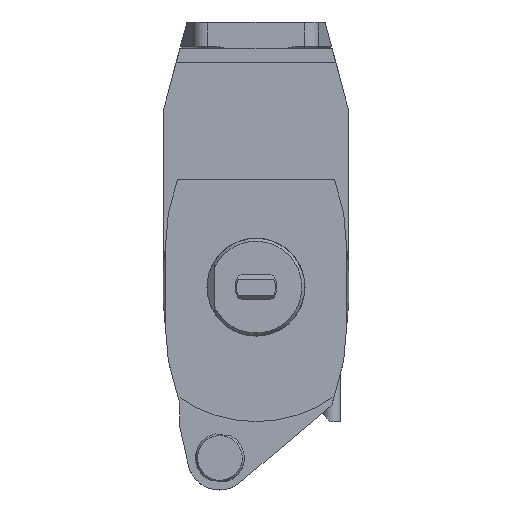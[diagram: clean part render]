
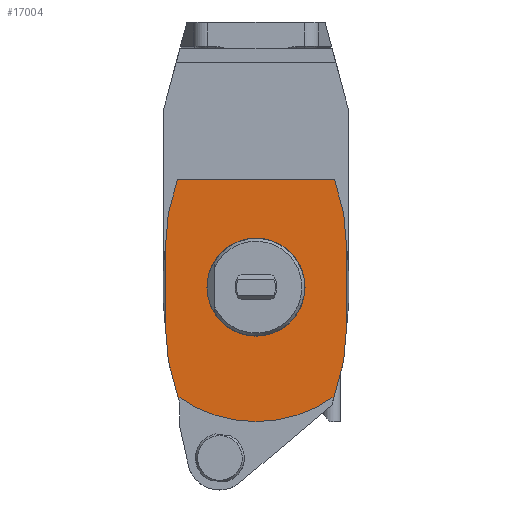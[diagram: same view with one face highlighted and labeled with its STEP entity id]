
A CAD part, front view. The second image highlights one B-rep face of the part: STEP entity #17004.
In plain terms, the highlighted planar face has unit normal (0, -1, 0).
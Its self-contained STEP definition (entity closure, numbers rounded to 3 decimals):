
#71 = LINE ( 'NONE', #13155, #27162 ) ;
#331 = CARTESIAN_POINT ( 'NONE',  ( 35.867, -130., -19.845 ) ) ;
#932 = DIRECTION ( 'NONE',  ( 0., 0., 1. ) ) ;
#946 = EDGE_CURVE ( 'NONE', #3766, #7556, #2086, .T. ) ;
#1072 = CARTESIAN_POINT ( 'NONE',  ( -38.213, -130., -46.657 ) ) ;
#1154 = AXIS2_PLACEMENT_3D ( 'NONE', #12155, #9526, #16498 ) ;
#1180 = ORIENTED_EDGE ( 'NONE', *, *, #25372, .T. ) ;
#1669 = LINE ( 'NONE', #22169, #13570 ) ;
#2084 = EDGE_LOOP ( 'NONE', ( #1180 ) ) ;
#2086 = LINE ( 'NONE', #15160, #7203 ) ;
#2240 = CARTESIAN_POINT ( 'NONE',  ( 38.213, -130., -53.343 ) ) ;
#3565 = PLANE ( 'NONE',  #18680 ) ;
#3766 = VERTEX_POINT ( 'NONE', #11214 ) ;
#4124 = DIRECTION ( 'NONE',  ( -0.087, 0., 0.996 ) ) ;
#4141 = CARTESIAN_POINT ( 'NONE',  ( 41.003, -130., -39.013 ) ) ;
#4163 = CARTESIAN_POINT ( 'NONE',  ( 0., -130., -29.941 ) ) ;
#4361 = CARTESIAN_POINT ( 'NONE',  ( -41.003, -130., -39.013 ) ) ;
#4479 = VERTEX_POINT ( 'NONE', #331 ) ;
#4968 = ORIENTED_EDGE ( 'NONE', *, *, #14622, .F. ) ;
#4997 = EDGE_CURVE ( 'NONE', #25005, #22614, #13657, .T. ) ;
#5753 = CARTESIAN_POINT ( 'NONE',  ( -31.952, -130., -94.767 ) ) ;
#6401 = VERTEX_POINT ( 'NONE', #5753 ) ;
#6551 = EDGE_CURVE ( 'NONE', #8648, #6401, #24634, .T. ) ;
#7203 = VECTOR ( 'NONE', #4124, 1000. ) ;
#7365 = CARTESIAN_POINT ( 'NONE',  ( 0., -130., -6. ) ) ;
#7556 = VERTEX_POINT ( 'NONE', #21996 ) ;
#8125 = CIRCLE ( 'NONE', #1154, 20.059 ) ;
#8648 = VERTEX_POINT ( 'NONE', #13899 ) ;
#8921 = EDGE_LOOP ( 'NONE', ( #20053, #4968, #12056, #10119, #24901, #14551, #19591, #17672, #24768, #20678, #10555, #28013 ) ) ;
#8986 = LINE ( 'NONE', #26690, #9730 ) ;
#9526 = DIRECTION ( 'NONE',  ( 0., 1., 0. ) ) ;
#9545 = DIRECTION ( 'NONE',  ( 1., 0., 0. ) ) ;
#9652 = DIRECTION ( 'NONE',  ( 0., 1., 0. ) ) ;
#9690 = LINE ( 'NONE', #7365, #25710 ) ;
#9730 = VECTOR ( 'NONE', #13646, 1000. ) ;
#10119 = ORIENTED_EDGE ( 'NONE', *, *, #22960, .T. ) ;
#10241 = AXIS2_PLACEMENT_3D ( 'NONE', #28496, #12998, #28365 ) ;
#10555 = ORIENTED_EDGE ( 'NONE', *, *, #11447, .T. ) ;
#10593 = VECTOR ( 'NONE', #20595, 1000. ) ;
#10969 = DIRECTION ( 'NONE',  ( 0.259, 0., -0.966 ) ) ;
#11022 = VECTOR ( 'NONE', #16770, 1000. ) ;
#11212 = CARTESIAN_POINT ( 'NONE',  ( -37., -130., -32.79 ) ) ;
#11214 = CARTESIAN_POINT ( 'NONE',  ( -35.867, -130., -80.155 ) ) ;
#11447 = EDGE_CURVE ( 'NONE', #22614, #27059, #12268, .T. ) ;
#11553 = VECTOR ( 'NONE', #20062, 1000. ) ;
#11741 = CARTESIAN_POINT ( 'NONE',  ( 38.213, -130., -46.657 ) ) ;
#12056 = ORIENTED_EDGE ( 'NONE', *, *, #6551, .F. ) ;
#12155 = CARTESIAN_POINT ( 'NONE',  ( 0., -130., -50. ) ) ;
#12268 = LINE ( 'NONE', #1072, #11022 ) ;
#12378 = VERTEX_POINT ( 'NONE', #23345 ) ;
#12570 = VECTOR ( 'NONE', #10969, 1000. ) ;
#12998 = DIRECTION ( 'NONE',  ( 0., 1., 0. ) ) ;
#13155 = CARTESIAN_POINT ( 'NONE',  ( 37., -130., -50. ) ) ;
#13305 = VERTEX_POINT ( 'NONE', #4163 ) ;
#13570 = VECTOR ( 'NONE', #21721, 1000. ) ;
#13592 = DIRECTION ( 'NONE',  ( 0., 0., -1. ) ) ;
#13646 = DIRECTION ( 'NONE',  ( 0., 0., -1. ) ) ;
#13657 = LINE ( 'NONE', #4361, #11553 ) ;
#13717 = CARTESIAN_POINT ( 'NONE',  ( 37., -130., -67.21 ) ) ;
#13899 = CARTESIAN_POINT ( 'NONE',  ( 31.952, -130., -94.767 ) ) ;
#14163 = FACE_OUTER_BOUND ( 'NONE', #8921, .T. ) ;
#14551 = ORIENTED_EDGE ( 'NONE', *, *, #26374, .F. ) ;
#14622 = EDGE_CURVE ( 'NONE', #6401, #3766, #1669, .T. ) ;
#14930 = CARTESIAN_POINT ( 'NONE',  ( -35.867, -130., -19.845 ) ) ;
#15160 = CARTESIAN_POINT ( 'NONE',  ( -38.213, -130., -53.343 ) ) ;
#15167 = CARTESIAN_POINT ( 'NONE',  ( 41.003, -130., -60.987 ) ) ;
#15314 = LINE ( 'NONE', #15167, #22695 ) ;
#16057 = EDGE_CURVE ( 'NONE', #27059, #7556, #8986, .T. ) ;
#16498 = DIRECTION ( 'NONE',  ( 0., 0., 1. ) ) ;
#16770 = DIRECTION ( 'NONE',  ( -0.087, 0., -0.996 ) ) ;
#17004 = ADVANCED_FACE ( 'Defeature completata2_297', ( #14163, #25464 ), #3565, .F. ) ;
#17672 = ORIENTED_EDGE ( 'NONE', *, *, #20922, .F. ) ;
#17913 = CARTESIAN_POINT ( 'NONE',  ( -32.158, -130., -6. ) ) ;
#18234 = EDGE_CURVE ( 'NONE', #25005, #24215, #9690, .T. ) ;
#18680 = AXIS2_PLACEMENT_3D ( 'NONE', #25054, #9652, #932 ) ;
#19414 = CARTESIAN_POINT ( 'NONE',  ( 35.867, -130., -80.155 ) ) ;
#19591 = ORIENTED_EDGE ( 'NONE', *, *, #22541, .F. ) ;
#19891 = VECTOR ( 'NONE', #28619, 1000. ) ;
#20053 = ORIENTED_EDGE ( 'NONE', *, *, #946, .F. ) ;
#20062 = DIRECTION ( 'NONE',  ( -0.259, 0., -0.966 ) ) ;
#20332 = VERTEX_POINT ( 'NONE', #13717 ) ;
#20595 = DIRECTION ( 'NONE',  ( 0.087, 0., -0.996 ) ) ;
#20678 = ORIENTED_EDGE ( 'NONE', *, *, #4997, .T. ) ;
#20922 = EDGE_CURVE ( 'NONE', #24215, #4479, #21174, .T. ) ;
#21174 = LINE ( 'NONE', #4141, #12570 ) ;
#21721 = DIRECTION ( 'NONE',  ( -0.259, 0., 0.966 ) ) ;
#21858 = DIRECTION ( 'NONE',  ( 0.259, 0., 0.966 ) ) ;
#21996 = CARTESIAN_POINT ( 'NONE',  ( -37., -130., -67.21 ) ) ;
#22169 = CARTESIAN_POINT ( 'NONE',  ( -41.003, -130., -60.987 ) ) ;
#22541 = EDGE_CURVE ( 'NONE', #4479, #12378, #27237, .T. ) ;
#22614 = VERTEX_POINT ( 'NONE', #14930 ) ;
#22695 = VECTOR ( 'NONE', #21858, 1000. ) ;
#22960 = EDGE_CURVE ( 'NONE', #8648, #26266, #15314, .T. ) ;
#23035 = EDGE_CURVE ( 'NONE', #26266, #20332, #24315, .T. ) ;
#23345 = CARTESIAN_POINT ( 'NONE',  ( 37., -130., -32.79 ) ) ;
#24215 = VERTEX_POINT ( 'NONE', #24241 ) ;
#24241 = CARTESIAN_POINT ( 'NONE',  ( 32.158, -130., -6. ) ) ;
#24315 = LINE ( 'NONE', #2240, #19891 ) ;
#24634 = CIRCLE ( 'NONE', #10241, 55. ) ;
#24768 = ORIENTED_EDGE ( 'NONE', *, *, #18234, .F. ) ;
#24901 = ORIENTED_EDGE ( 'NONE', *, *, #23035, .T. ) ;
#25005 = VERTEX_POINT ( 'NONE', #17913 ) ;
#25054 = CARTESIAN_POINT ( 'NONE',  ( 0., -130., -71.2 ) ) ;
#25372 = EDGE_CURVE ( 'NONE', #13305, #13305, #8125, .T. ) ;
#25464 = FACE_BOUND ( 'NONE', #2084, .T. ) ;
#25710 = VECTOR ( 'NONE', #9545, 1000. ) ;
#26266 = VERTEX_POINT ( 'NONE', #19414 ) ;
#26374 = EDGE_CURVE ( 'NONE', #12378, #20332, #71, .T. ) ;
#26690 = CARTESIAN_POINT ( 'NONE',  ( -37., -130., -50. ) ) ;
#27059 = VERTEX_POINT ( 'NONE', #11212 ) ;
#27162 = VECTOR ( 'NONE', #13592, 1000. ) ;
#27237 = LINE ( 'NONE', #11741, #10593 ) ;
#28013 = ORIENTED_EDGE ( 'NONE', *, *, #16057, .T. ) ;
#28365 = DIRECTION ( 'NONE',  ( 0., 0., 1. ) ) ;
#28496 = CARTESIAN_POINT ( 'NONE',  ( 0., -130., -50. ) ) ;
#28619 = DIRECTION ( 'NONE',  ( 0.087, 0., 0.996 ) ) ;
